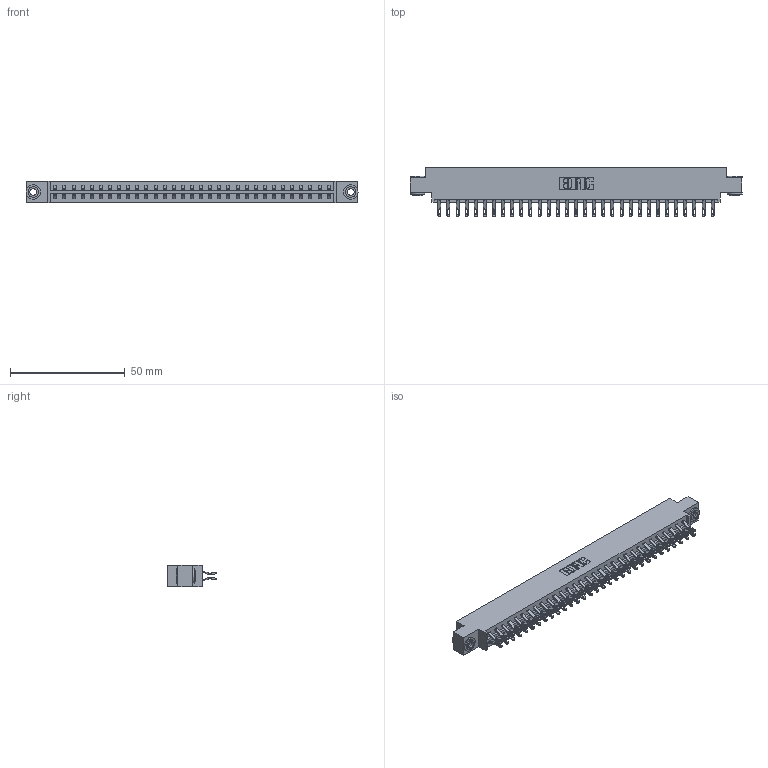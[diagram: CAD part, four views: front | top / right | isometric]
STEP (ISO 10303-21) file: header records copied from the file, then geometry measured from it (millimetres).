
FILE_DESCRIPTION (( 'STEP AP203' ), '1' );
FILE_NAME ('833-062-555-803.STEP', '2020-06-05T06:03:22', ( '' ), ( '' ), 'SwSTEP 2.0', 'SolidWorks 2020', '' );
FILE_SCHEMA (( 'CONFIG_CONTROL_DESIGN' ));
Length unit declared in the file: inch
Products named in the file (4): 833 Part_Offset - .156 Dia - TH; 345-292-001_555 Tail; 833-062-555-803; 345-250-002_345-250-002-102
Assembly tree (65 placements, depth 2):
  833-062-555-803
    833 Part_Offset - .156 Dia - TH
    345-292-001_555 Tail  x62
    345-250-002_345-250-002-102  x2
Bounding box: 144.37 x 21.47 x 9.4 mm (x, y, z)
Volume: 14608.3 mm3; surface area: 18266.7 mm2
Topology: 65 solids, 65 shells, 3752 faces, 11745 edges, 7826 vertices
Faces by surface type: plane 2192, cylinder 1552, cone 8
Entity records: 22474 total; most frequent: CARTESIAN_POINT 3751, ORIENTED_EDGE 3650, DIRECTION 3227, EDGE_CURVE 1825, LINE 1653, VECTOR 1653, VERTEX_POINT 1214, AXIS2_PLACEMENT_3D 787
